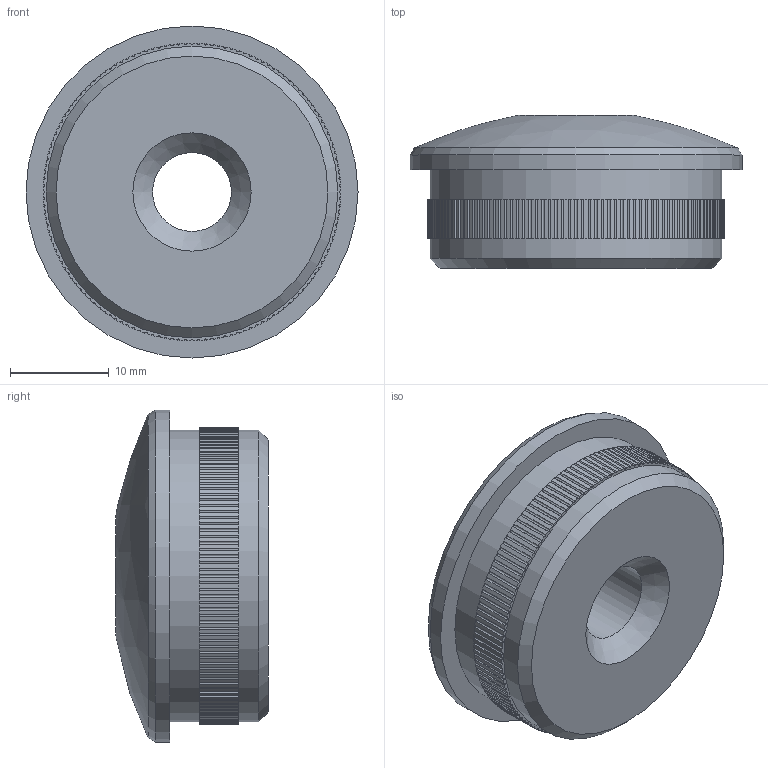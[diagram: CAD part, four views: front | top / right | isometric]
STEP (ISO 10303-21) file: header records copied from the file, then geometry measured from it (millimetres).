
FILE_DESCRIPTION(/* description */ (''),/* implementation_level */ '2;1');
FILE_NAME(/* name */ '41450.ipt.step',/* time_stamp */ '2022-07-18T12:52:22+02:00',/* author */ ('Abt. Technik'),/* organization */ (''),/* preprocessor_version */ 'ST-DEVELOPER v18.1',/* originating_system */ 'Autodesk Inventor 2022',/* authorisation */ '');
FILE_SCHEMA (('AUTOMOTIVE_DESIGN { 1 0 10303 214 3 1 1 }'));
Length unit declared in the file: millimetre
Products named in the file (1): 41450
Bounding box: 33.7 x 15.52 x 33.7 mm (x, y, z)
Volume: 9608.4 mm3; surface area: 3281.4 mm2
Topology: 1 solids, 1 shells, 293 faces, 863 edges, 575 vertices
Faces by surface type: cylinder 284, cone 4, plane 4, sphere 1
Full cylindrical faces by diameter (mm): 8 x1, 29.6 x2, 33.7 x1
Entity records: 10171 total; most frequent: DIRECTION 2026, CARTESIAN_POINT 1732, ORIENTED_EDGE 1726, AXIS2_PLACEMENT_3D 869, EDGE_CURVE 863, CIRCLE 575, VERTEX_POINT 575, EDGE_LOOP 298
